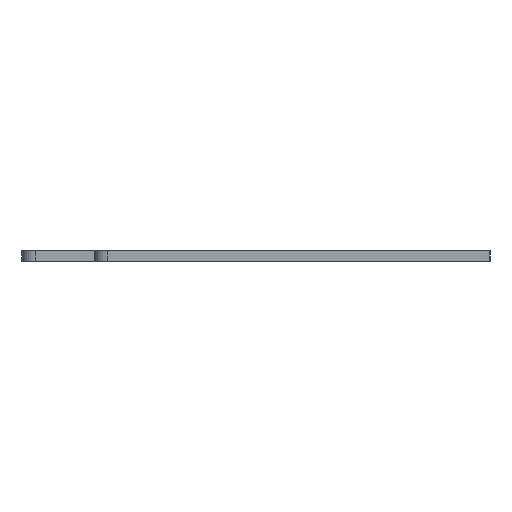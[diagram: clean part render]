
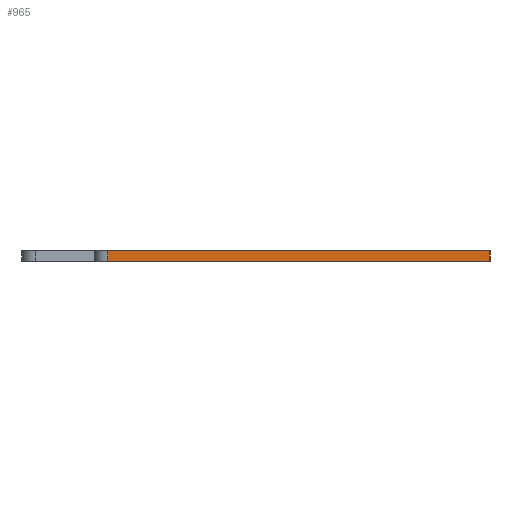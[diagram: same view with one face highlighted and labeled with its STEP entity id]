
A CAD part, left-side view. The second image highlights one B-rep face of the part: STEP entity #965.
In plain terms, the highlighted planar face has unit normal (-1, 0, 0).
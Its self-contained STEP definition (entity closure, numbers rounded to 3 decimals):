
#52=PLANE('',#1088);
#93=FACE_OUTER_BOUND('',#155,.T.);
#155=EDGE_LOOP('',(#805,#806,#807,#808));
#192=LINE('',#1461,#262);
#200=LINE('',#1527,#270);
#239=LINE('',#1653,#309);
#240=LINE('',#1654,#310);
#262=VECTOR('',#1154,10.);
#270=VECTOR('',#1214,10.);
#309=VECTOR('',#1363,10.);
#310=VECTOR('',#1364,10.);
#408=VERTEX_POINT('',#1458);
#409=VERTEX_POINT('',#1460);
#441=VERTEX_POINT('',#1525);
#473=VERTEX_POINT('',#1652);
#504=EDGE_CURVE('',#409,#408,#192,.T.);
#537=EDGE_CURVE('',#441,#408,#200,.T.);
#600=EDGE_CURVE('',#473,#441,#239,.T.);
#601=EDGE_CURVE('',#409,#473,#240,.T.);
#805=ORIENTED_EDGE('',*,*,#537,.F.);
#806=ORIENTED_EDGE('',*,*,#600,.F.);
#807=ORIENTED_EDGE('',*,*,#601,.F.);
#808=ORIENTED_EDGE('',*,*,#504,.T.);
#965=ADVANCED_FACE('',(#93),#52,.T.);
#1088=AXIS2_PLACEMENT_3D('',#1651,#1361,#1362);
#1154=DIRECTION('',(0.,1.,0.));
#1214=DIRECTION('',(0.,0.,1.));
#1361=DIRECTION('center_axis',(-1.,0.,0.));
#1362=DIRECTION('ref_axis',(0.,1.,0.));
#1363=DIRECTION('',(0.,1.,0.));
#1364=DIRECTION('',(0.,0.,-1.));
#1458=CARTESIAN_POINT('',(44.97,-271.255,-51.5));
#1460=CARTESIAN_POINT('',(44.97,-414.,-51.5));
#1461=CARTESIAN_POINT('',(44.97,-414.,-51.5));
#1525=CARTESIAN_POINT('',(44.97,-271.255,-55.5));
#1527=CARTESIAN_POINT('',(44.97,-271.255,-51.5));
#1651=CARTESIAN_POINT('Origin',(44.97,-414.,-51.5));
#1652=CARTESIAN_POINT('',(44.97,-414.,-55.5));
#1653=CARTESIAN_POINT('',(44.97,-414.,-55.5));
#1654=CARTESIAN_POINT('',(44.97,-414.,-51.5));
